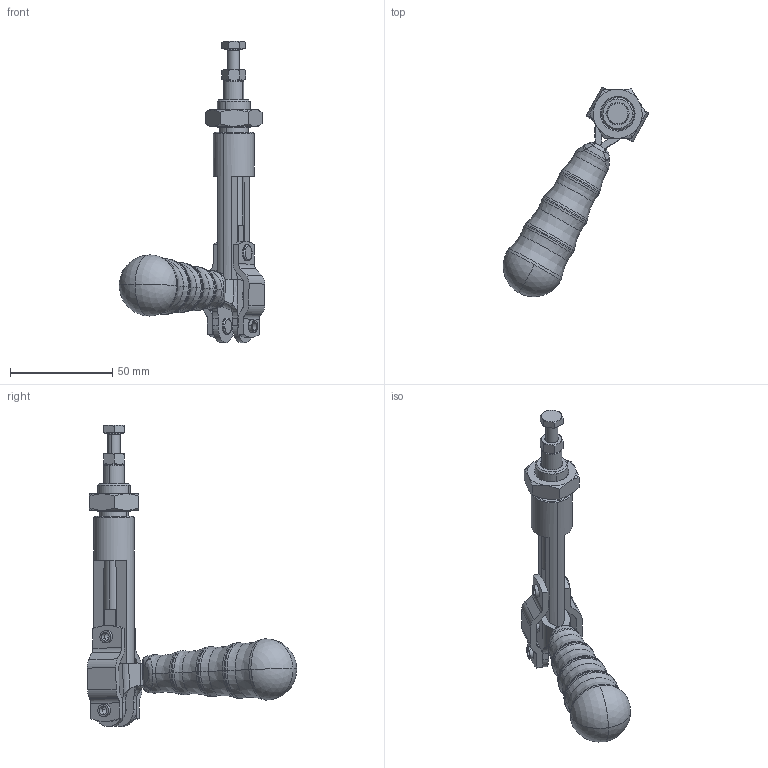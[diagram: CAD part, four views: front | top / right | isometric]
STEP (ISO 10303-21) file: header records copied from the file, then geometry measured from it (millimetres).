
FILE_DESCRIPTION((''),'2;1');
FILE_NAME('380-opened.stp','2005-09-28T08:55:59',('Kysilko'),(''),'Autodesk Inventor 8','Autodesk Inventor 8','');
FILE_SCHEMA(('AUTOMOTIVE_DESIGN { 1 0 10303 214 1 1 1 1 }'));
Length unit declared in the file: millimetre
Products named in the file (1): Part22
Bounding box: 71.32 x 102.64 x 147.49 mm (x, y, z)
Volume: 65882.7 mm3; surface area: 21907.3 mm2
Topology: 1 solids, 4 shells, 377 faces, 957 edges, 582 vertices
Faces by surface type: plane 107, bspline 92, cylinder 86, cone 72, sphere 12, torus 8
Entity records: 17732 total; most frequent: CARTESIAN_POINT 9018, ORIENTED_EDGE 1870, DIRECTION 1837, EDGE_CURVE 935, AXIS2_PLACEMENT_3D 736, VERTEX_POINT 582, CIRCLE 444, EDGE_LOOP 405
